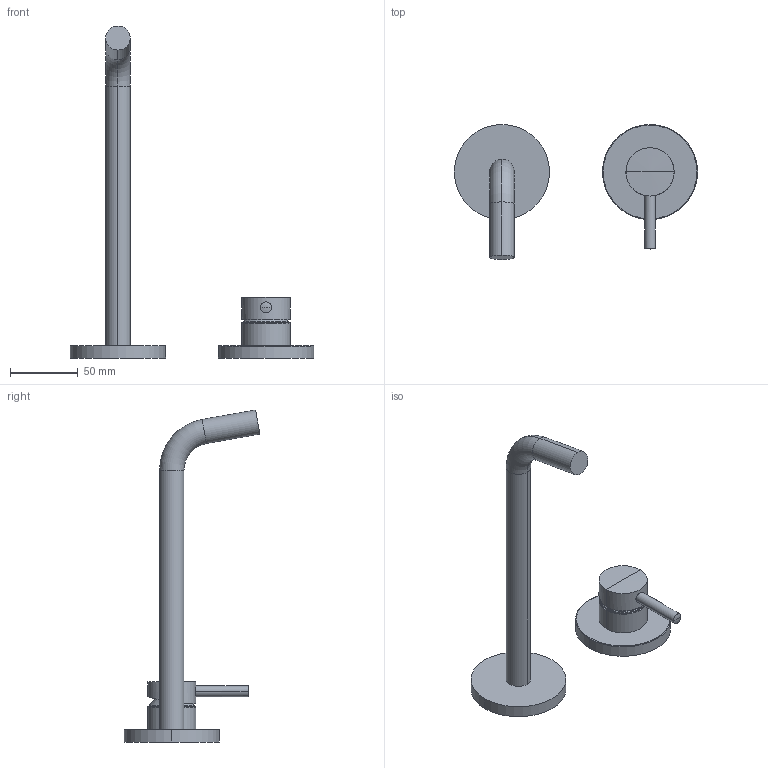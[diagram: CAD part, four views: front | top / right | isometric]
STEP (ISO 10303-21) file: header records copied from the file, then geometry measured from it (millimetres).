
FILE_DESCRIPTION((''),'2;1');
FILE_NAME('SK103CR70','2021-01-15T16:51:37',('ut3'),('PAFFONI SpA'),'CREO PARAMETRIC BY PTC INC, 2020044','CREO PARAMETRIC BY PTC INC, 2020044','');
FILE_SCHEMA(('CONFIG_CONTROL_DESIGN','SHAPE_APPEARANCE_LAYERS_GROUPS'));
Length unit declared in the file: millimetre
Products named in the file (1): SK103CR70
Bounding box: 179 x 99.78 x 244.38 mm (x, y, z)
Volume: 157893.3 mm3; surface area: 48778.2 mm2
Topology: 3 solids, 3 shells, 123 faces, 298 edges, 190 vertices
Faces by surface type: plane 48, cylinder 45, torus 16, cone 12, sphere 2
Entity records: 5179 total; most frequent: CARTESIAN_POINT 1032, DIRECTION 636, ORIENTED_EDGE 588, EDGE_CURVE 294, AXIS2_PLACEMENT_3D 253, VERTEX_POINT 190, FILL_AREA_STYLE_COLOUR 185, FILL_AREA_STYLE 185
